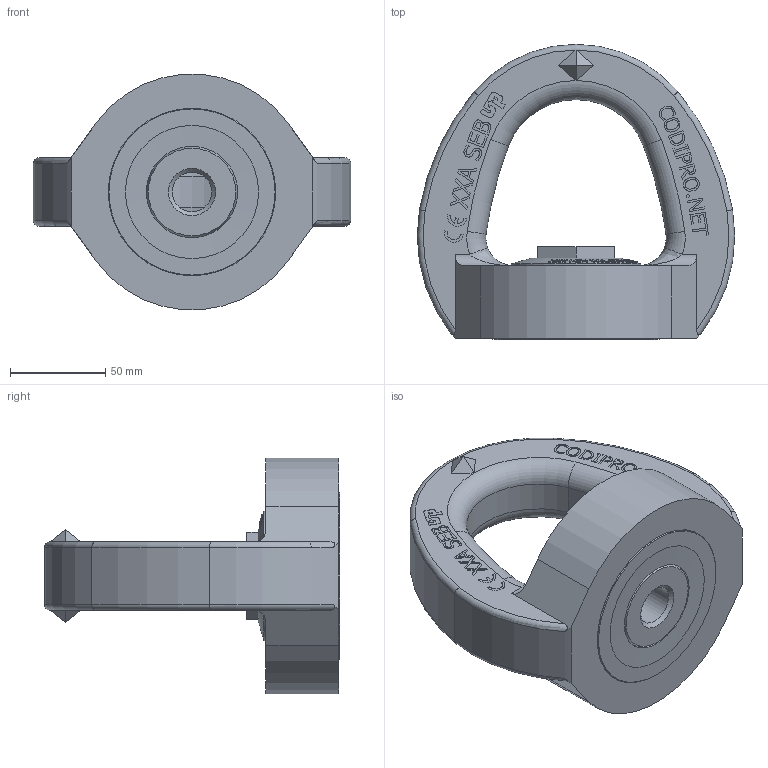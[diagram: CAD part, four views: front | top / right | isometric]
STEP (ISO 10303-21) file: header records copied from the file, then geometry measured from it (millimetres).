
FILE_DESCRIPTION(/* description */ (''),/* implementation_level */ '2;1');
FILE_NAME(/* name */ 'FE SEB M24 UP.stp',/* time_stamp */ '2017-09-22T12:15:24+02:00',/* author */ ('rklenes'),/* organization */ (''),/* preprocessor_version */ 'ST-DEVELOPER v16.5',/* originating_system */ 'Autodesk Inventor 2017',/* authorisation */ '');
FILE_SCHEMA (('AUTOMOTIVE_DESIGN { 1 0 10303 214 3 1 1 }'));
Length unit declared in the file: millimetre
Products named in the file (4): FE SEB M24 UP; SEM_4bis2; SEE_M48A; FE_SEA_M24_UP
Assembly tree (3 placements, depth 2):
  FE SEB M24 UP
    SEM_4bis2
    SEE_M48A
    FE_SEA_M24_UP
Bounding box: 166.71 x 155 x 123.54 mm (x, y, z)
Volume: 811567.6 mm3; surface area: 111389.8 mm2
Topology: 3 solids, 3 shells, 658 faces, 1761 edges, 1154 vertices
Faces by surface type: plane 385, bspline 175, cylinder 41, cone 33, torus 24
Full cylindrical faces by diameter (mm): 20.752 x1, 48 x3, 48.2 x1, 56 x3, 68 x2, 88 x2
Entity records: 22441 total; most frequent: CARTESIAN_POINT 7323, ORIENTED_EDGE 3444, DIRECTION 2478, EDGE_CURVE 1722, VERTEX_POINT 1150, LINE 990, VECTOR 990, EDGE_LOOP 746
